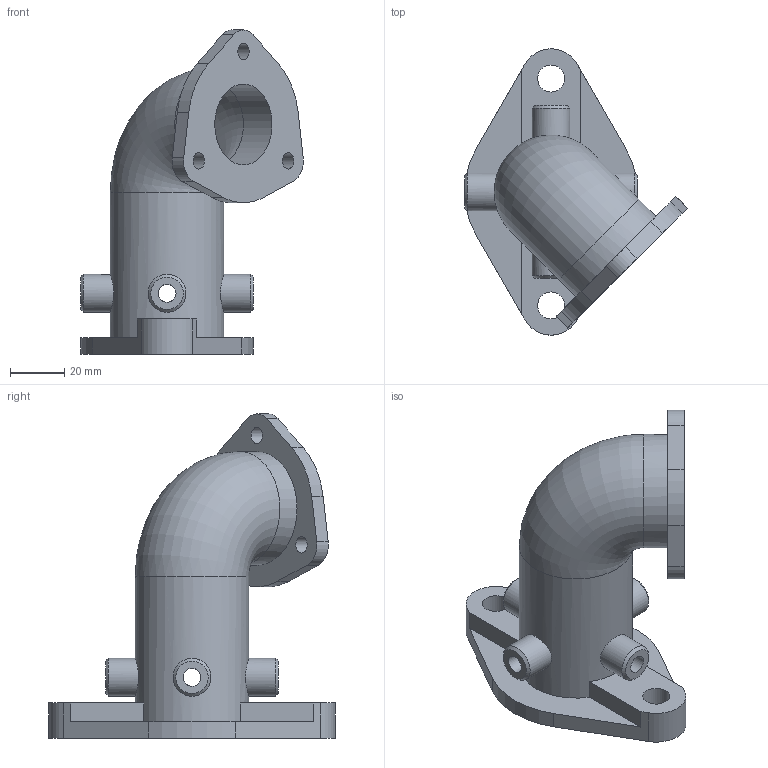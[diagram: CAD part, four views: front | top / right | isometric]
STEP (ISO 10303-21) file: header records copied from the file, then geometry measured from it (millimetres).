
FILE_DESCRIPTION(/* description */ (''),/* implementation_level */ '2;1');
FILE_NAME(/* name */ 'Part 069.stp',/* time_stamp */ '2015-02-23T19:10:40+02:00',/* author */ ('SFC'),/* organization */ (''),/* preprocessor_version */ 'ST-DEVELOPER v15.2',/* originating_system */ 'Autodesk Inventor 2014',/* authorisation */ '');
FILE_SCHEMA (('AUTOMOTIVE_DESIGN { 1 0 10303 214 3 1 1 }'));
Length unit declared in the file: millimetre
Products named in the file (1): Part 069
Bounding box: 82.47 x 106 x 120 mm (x, y, z)
Volume: 116696.5 mm3; surface area: 42202.8 mm2
Topology: 1 solids, 1 shells, 58 faces, 159 edges, 107 vertices
Faces by surface type: cylinder 27, plane 25, cone 4, torus 2
Full cylindrical faces by diameter (mm): 6 x3, 6.647 x4, 10 x2, 14 x4, 30 x2, 42 x2
Entity records: 1956 total; most frequent: CARTESIAN_POINT 540, DIRECTION 284, ORIENTED_EDGE 244, EDGE_CURVE 122, AXIS2_PLACEMENT_3D 112, EDGE_LOOP 106, VERTEX_POINT 94, LINE 60
